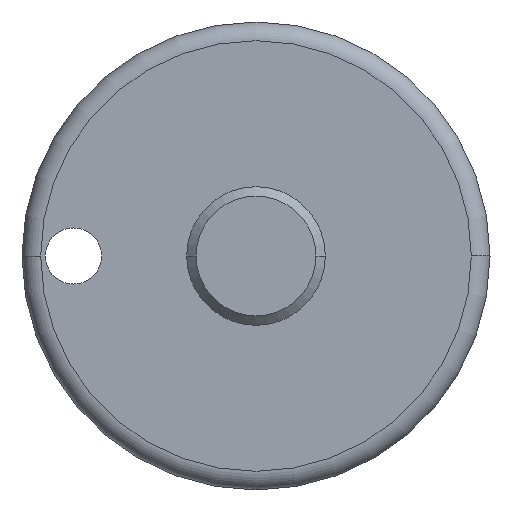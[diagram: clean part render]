
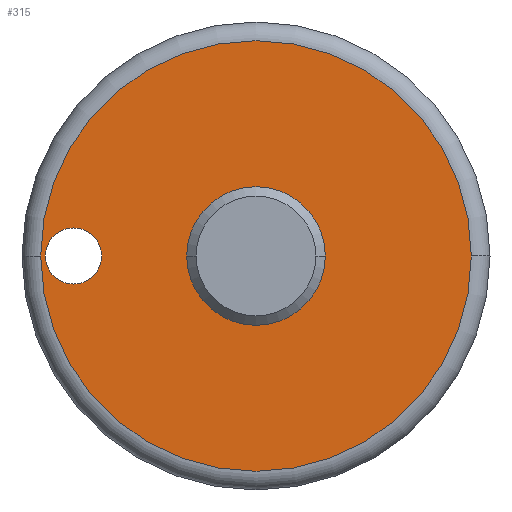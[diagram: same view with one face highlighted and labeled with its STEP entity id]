
A CAD part, left-side view. The second image highlights one B-rep face of the part: STEP entity #315.
In plain terms, the highlighted planar face has unit normal (-1, 0, 0).
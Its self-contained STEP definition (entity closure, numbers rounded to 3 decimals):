
#22 = EDGE_CURVE ( 'NONE', #961, #843, #964, .T. ) ;
#39 = DIRECTION ( 'NONE',  ( 1., 0., 0. ) ) ;
#73 = EDGE_LOOP ( 'NONE', ( #478, #934 ) ) ;
#110 = DIRECTION ( 'NONE',  ( 0., 1., 0. ) ) ;
#116 = VERTEX_POINT ( 'NONE', #507 ) ;
#120 = AXIS2_PLACEMENT_3D ( 'NONE', #445, #231, #110 ) ;
#142 = DIRECTION ( 'NONE',  ( -1., 0., 0. ) ) ;
#144 = EDGE_CURVE ( 'NONE', #854, #116, #260, .T. ) ;
#200 = VERTEX_POINT ( 'NONE', #792 ) ;
#231 = DIRECTION ( 'NONE',  ( -1., 0., 0. ) ) ;
#260 = CIRCLE ( 'NONE', #120, 11.5 ) ;
#279 = CARTESIAN_POINT ( 'NONE',  ( -123.681, 0.721, 0. ) ) ;
#302 = EDGE_CURVE ( 'NONE', #843, #961, #1058, .T. ) ;
#304 = DIRECTION ( 'NONE',  ( 0., 1., 0. ) ) ;
#315 = ADVANCED_FACE ( 'NONE', ( #699, #329, #667 ), #639, .F. ) ;
#329 = FACE_OUTER_BOUND ( 'NONE', #476, .T. ) ;
#330 = ORIENTED_EDGE ( 'NONE', *, *, #302, .F. ) ;
#333 = DIRECTION ( 'NONE',  ( 0., 1., 0. ) ) ;
#337 = DIRECTION ( 'NONE',  ( -1., 0., 0. ) ) ;
#356 = DIRECTION ( 'NONE',  ( 0., 1., 0. ) ) ;
#367 = AXIS2_PLACEMENT_3D ( 'NONE', #655, #784, #333 ) ;
#399 = CARTESIAN_POINT ( 'NONE',  ( -123.681, 0.721, 0. ) ) ;
#403 = DIRECTION ( 'NONE',  ( 0., -1., 0. ) ) ;
#413 = AXIS2_PLACEMENT_3D ( 'NONE', #279, #417, #627 ) ;
#417 = DIRECTION ( 'NONE',  ( -1., 0., 0. ) ) ;
#439 = CARTESIAN_POINT ( 'NONE',  ( -123.681, 10.471, 0. ) ) ;
#445 = CARTESIAN_POINT ( 'NONE',  ( -123.681, 0.721, 0. ) ) ;
#446 = EDGE_LOOP ( 'NONE', ( #330, #923 ) ) ;
#476 = EDGE_LOOP ( 'NONE', ( #851, #539 ) ) ;
#478 = ORIENTED_EDGE ( 'NONE', *, *, #866, .T. ) ;
#507 = CARTESIAN_POINT ( 'NONE',  ( -123.681, -10.779, 0. ) ) ;
#515 = CARTESIAN_POINT ( 'NONE',  ( -123.681, 12.221, 0. ) ) ;
#518 = AXIS2_PLACEMENT_3D ( 'NONE', #399, #142, #981 ) ;
#539 = ORIENTED_EDGE ( 'NONE', *, *, #883, .T. ) ;
#542 = AXIS2_PLACEMENT_3D ( 'NONE', #439, #39, #304 ) ;
#591 = CARTESIAN_POINT ( 'NONE',  ( -123.681, 0.721, 0. ) ) ;
#627 = DIRECTION ( 'NONE',  ( 0., 1., 0. ) ) ;
#639 = PLANE ( 'NONE',  #367 ) ;
#640 = CIRCLE ( 'NONE', #413, 11.5 ) ;
#655 = CARTESIAN_POINT ( 'NONE',  ( -123.681, 13.221, 0. ) ) ;
#667 = FACE_BOUND ( 'NONE', #446, .T. ) ;
#698 = DIRECTION ( 'NONE',  ( 1., 0., 0. ) ) ;
#699 = FACE_BOUND ( 'NONE', #73, .T. ) ;
#707 = CARTESIAN_POINT ( 'NONE',  ( -123.681, -2.979, 0. ) ) ;
#762 = AXIS2_PLACEMENT_3D ( 'NONE', #1026, #698, #356 ) ;
#784 = DIRECTION ( 'NONE',  ( 1., 0., 0. ) ) ;
#792 = CARTESIAN_POINT ( 'NONE',  ( -123.681, 8.971, 0. ) ) ;
#843 = VERTEX_POINT ( 'NONE', #707 ) ;
#847 = AXIS2_PLACEMENT_3D ( 'NONE', #591, #337, #403 ) ;
#849 = EDGE_CURVE ( 'NONE', #200, #904, #900, .T. ) ;
#851 = ORIENTED_EDGE ( 'NONE', *, *, #144, .T. ) ;
#854 = VERTEX_POINT ( 'NONE', #515 ) ;
#866 = EDGE_CURVE ( 'NONE', #904, #200, #1021, .T. ) ;
#883 = EDGE_CURVE ( 'NONE', #116, #854, #640, .T. ) ;
#900 = CIRCLE ( 'NONE', #762, 1.5 ) ;
#904 = VERTEX_POINT ( 'NONE', #1048 ) ;
#923 = ORIENTED_EDGE ( 'NONE', *, *, #22, .F. ) ;
#934 = ORIENTED_EDGE ( 'NONE', *, *, #849, .T. ) ;
#961 = VERTEX_POINT ( 'NONE', #1022 ) ;
#964 = CIRCLE ( 'NONE', #847, 3.7 ) ;
#981 = DIRECTION ( 'NONE',  ( 0., -1., 0. ) ) ;
#1021 = CIRCLE ( 'NONE', #542, 1.5 ) ;
#1022 = CARTESIAN_POINT ( 'NONE',  ( -123.681, 4.421, 0. ) ) ;
#1026 = CARTESIAN_POINT ( 'NONE',  ( -123.681, 10.471, 0. ) ) ;
#1048 = CARTESIAN_POINT ( 'NONE',  ( -123.681, 11.971, 0. ) ) ;
#1058 = CIRCLE ( 'NONE', #518, 3.7 ) ;
